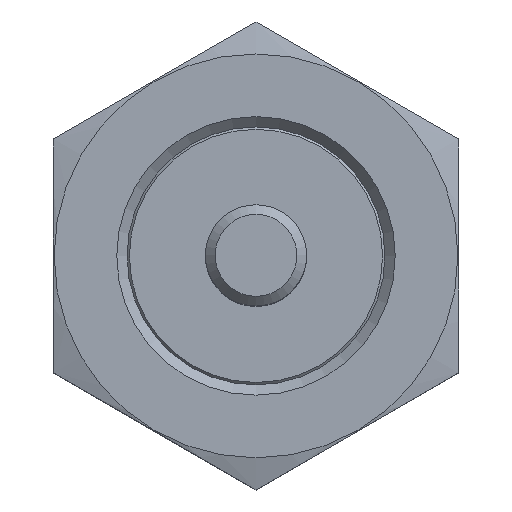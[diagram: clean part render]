
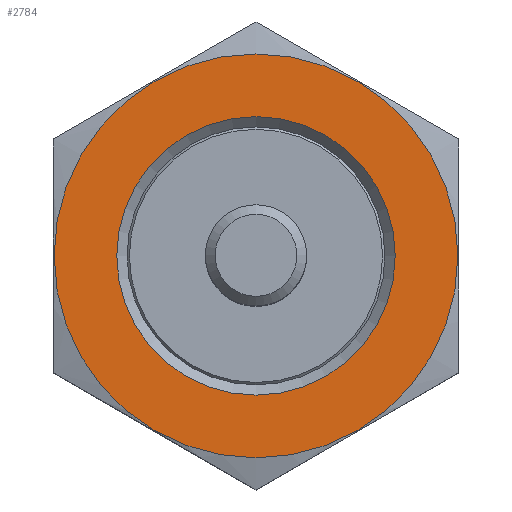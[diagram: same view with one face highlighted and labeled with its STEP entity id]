
A CAD part, top view. The second image highlights one B-rep face of the part: STEP entity #2784.
In plain terms, the highlighted face is planar.
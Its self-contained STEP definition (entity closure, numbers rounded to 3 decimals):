
#821=ORIENTED_EDGE('',*,*,#1147,.F.);
#822=ORIENTED_EDGE('',*,*,#1148,.T.);
#1147=EDGE_CURVE('',#1359,#1359,#1496,.T.);
#1148=EDGE_CURVE('',#1360,#1360,#1497,.T.);
#1359=VERTEX_POINT('',#4340);
#1360=VERTEX_POINT('',#4342);
#1496=CIRCLE('',#3031,15.95);
#1497=CIRCLE('',#3032,11.);
#1659=EDGE_LOOP('',(#821));
#1660=EDGE_LOOP('',(#822));
#1848=FACE_BOUND('',#1659,.T.);
#1849=FACE_BOUND('',#1660,.T.);
#1934=PLANE('',#3030);
#2784=ADVANCED_FACE('',(#1848,#1849),#1934,.F.);
#3030=AXIS2_PLACEMENT_3D('',#4338,#3575,#3576);
#3031=AXIS2_PLACEMENT_3D('',#4339,#3577,#3578);
#3032=AXIS2_PLACEMENT_3D('',#4341,#3579,#3580);
#3575=DIRECTION('',(0.,-1.,0.));
#3576=DIRECTION('',(0.,0.,-1.));
#3577=DIRECTION('',(0.,-1.,0.));
#3578=DIRECTION('',(0.,0.,-1.));
#3579=DIRECTION('',(0.,-1.,0.));
#3580=DIRECTION('',(0.,0.,-1.));
#4338=CARTESIAN_POINT('',(0.,0.,0.));
#4339=CARTESIAN_POINT('',(0.,0.,0.));
#4340=CARTESIAN_POINT('',(0.,0.,-15.95));
#4341=CARTESIAN_POINT('',(0.,0.,0.));
#4342=CARTESIAN_POINT('',(0.,0.,-11.));
